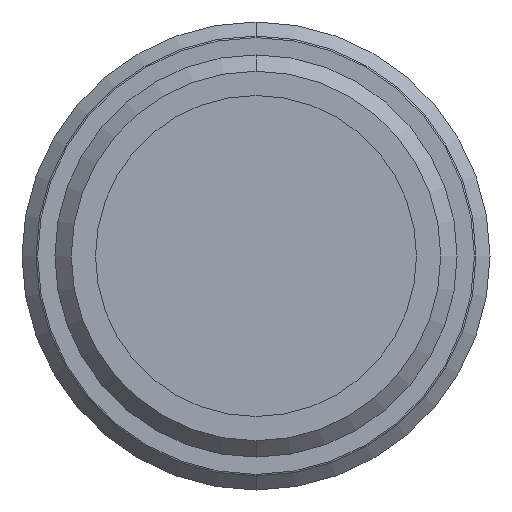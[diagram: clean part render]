
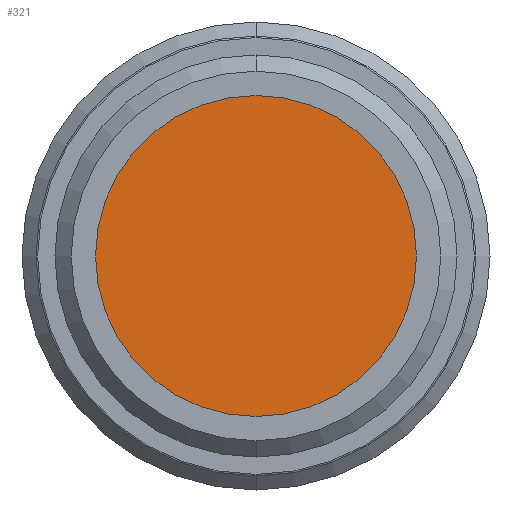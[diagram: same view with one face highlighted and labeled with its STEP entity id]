
A CAD part, front view. The second image highlights one B-rep face of the part: STEP entity #321.
In plain terms, the highlighted planar face has unit normal (0, -1, 0).
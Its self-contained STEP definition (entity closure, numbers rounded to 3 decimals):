
#6 = CIRCLE ( 'NONE', #1922, 10.29 ) ;
#125 = CARTESIAN_POINT ( 'NONE',  ( 0., 1., 0. ) ) ;
#147 = DIRECTION ( 'NONE',  ( 0., -1., 0. ) ) ;
#269 = CARTESIAN_POINT ( 'NONE',  ( 0., 1., -10.29 ) ) ;
#321 = ADVANCED_FACE ( 'NONE', ( #2304 ), #3234, .T. ) ;
#381 = DIRECTION ( 'NONE',  ( 0., 0., -1. ) ) ;
#503 = AXIS2_PLACEMENT_3D ( 'NONE', #2806, #1263, #3060 ) ;
#578 = ORIENTED_EDGE ( 'NONE', *, *, #1607, .T. ) ;
#1263 = DIRECTION ( 'NONE',  ( 0., -1., 0. ) ) ;
#1607 = EDGE_CURVE ( 'NONE', #2120, #3314, #6, .T. ) ;
#1713 = CARTESIAN_POINT ( 'NONE',  ( 0., 1., 0. ) ) ;
#1922 = AXIS2_PLACEMENT_3D ( 'NONE', #125, #1935, #381 ) ;
#1935 = DIRECTION ( 'NONE',  ( 0., -1., 0. ) ) ;
#1955 = DIRECTION ( 'NONE',  ( 0., 0., -1. ) ) ;
#1979 = CARTESIAN_POINT ( 'NONE',  ( 0., 1., 10.29 ) ) ;
#2120 = VERTEX_POINT ( 'NONE', #1979 ) ;
#2304 = FACE_OUTER_BOUND ( 'NONE', #3342, .T. ) ;
#2684 = CIRCLE ( 'NONE', #503, 10.29 ) ;
#2785 = AXIS2_PLACEMENT_3D ( 'NONE', #1713, #147, #1955 ) ;
#2806 = CARTESIAN_POINT ( 'NONE',  ( 0., 1., 0. ) ) ;
#2818 = ORIENTED_EDGE ( 'NONE', *, *, #3161, .T. ) ;
#3060 = DIRECTION ( 'NONE',  ( 0., 0., -1. ) ) ;
#3161 = EDGE_CURVE ( 'NONE', #3314, #2120, #2684, .T. ) ;
#3234 = PLANE ( 'NONE',  #2785 ) ;
#3314 = VERTEX_POINT ( 'NONE', #269 ) ;
#3342 = EDGE_LOOP ( 'NONE', ( #2818, #578 ) ) ;
